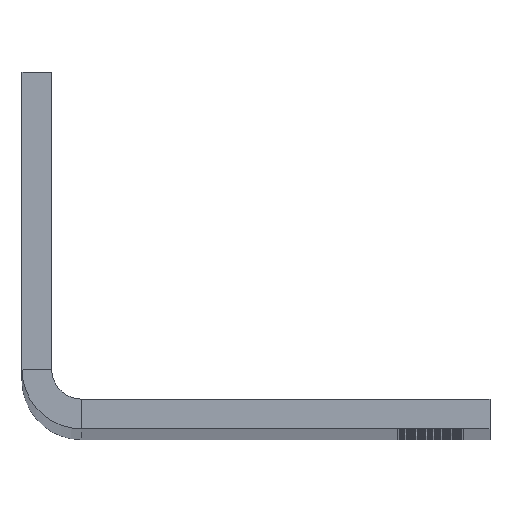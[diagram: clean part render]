
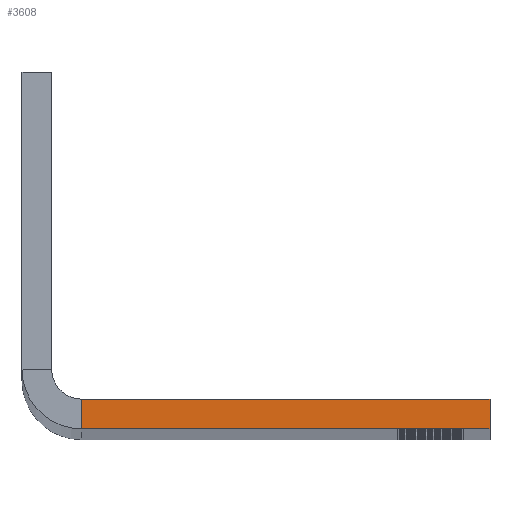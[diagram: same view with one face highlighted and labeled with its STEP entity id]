
A CAD part, top view. The second image highlights one B-rep face of the part: STEP entity #3608.
In plain terms, the highlighted planar face has unit normal (0, 0, 1).
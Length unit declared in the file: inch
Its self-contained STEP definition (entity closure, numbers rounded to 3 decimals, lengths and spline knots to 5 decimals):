
#59 = VECTOR ( 'NONE', #621, 39.37008 ) ;
#192 = ORIENTED_EDGE ( 'NONE', *, *, #1799, .F. ) ;
#313 = VERTEX_POINT ( 'NONE', #2339 ) ;
#332 = PLANE ( 'NONE',  #3084 ) ;
#614 = ORIENTED_EDGE ( 'NONE', *, *, #1922, .F. ) ;
#621 = DIRECTION ( 'NONE',  ( 0., -1., 0. ) ) ;
#696 = CARTESIAN_POINT ( 'NONE',  ( 1.844, 0., 0. ) ) ;
#756 = LINE ( 'NONE', #2903, #788 ) ;
#788 = VECTOR ( 'NONE', #2008, 39.37008 ) ;
#1004 = DIRECTION ( 'NONE',  ( 1., 0., 0. ) ) ;
#1051 = LINE ( 'NONE', #1075, #2696 ) ;
#1075 = CARTESIAN_POINT ( 'NONE',  ( 0.9845, -0.125, 0. ) ) ;
#1177 = EDGE_CURVE ( 'NONE', #2269, #2539, #756, .T. ) ;
#1182 = VECTOR ( 'NONE', #1004, 39.37008 ) ;
#1187 = ORIENTED_EDGE ( 'NONE', *, *, #2783, .F. ) ;
#1269 = CARTESIAN_POINT ( 'NONE',  ( 0.125, -0.125, 0. ) ) ;
#1277 = DIRECTION ( 'NONE',  ( 0., 0., -1. ) ) ;
#1589 = CARTESIAN_POINT ( 'NONE',  ( 0.9845, -0.0625, 0. ) ) ;
#1799 = EDGE_CURVE ( 'NONE', #2935, #313, #3736, .T. ) ;
#1879 = ORIENTED_EDGE ( 'NONE', *, *, #1177, .F. ) ;
#1922 = EDGE_CURVE ( 'NONE', #2539, #2935, #2649, .T. ) ;
#2008 = DIRECTION ( 'NONE',  ( 0., 1., 0. ) ) ;
#2269 = VERTEX_POINT ( 'NONE', #1269 ) ;
#2339 = CARTESIAN_POINT ( 'NONE',  ( 1.844, -0.125, 0. ) ) ;
#2390 = CARTESIAN_POINT ( 'NONE',  ( 0.125, 0., 0. ) ) ;
#2490 = DIRECTION ( 'NONE',  ( -1., 0., 0. ) ) ;
#2539 = VERTEX_POINT ( 'NONE', #2390 ) ;
#2649 = LINE ( 'NONE', #696, #1182 ) ;
#2696 = VECTOR ( 'NONE', #3540, 39.37008 ) ;
#2783 = EDGE_CURVE ( 'NONE', #313, #2269, #1051, .T. ) ;
#2903 = CARTESIAN_POINT ( 'NONE',  ( 0.125, -0.0625, 0. ) ) ;
#2935 = VERTEX_POINT ( 'NONE', #3637 ) ;
#3084 = AXIS2_PLACEMENT_3D ( 'NONE', #1589, #1277, #2490 ) ;
#3128 = FACE_OUTER_BOUND ( 'NONE', #3979, .T. ) ;
#3540 = DIRECTION ( 'NONE',  ( -1., 0., 0. ) ) ;
#3608 = ADVANCED_FACE ( 'NONE', ( #3128 ), #332, .F. ) ;
#3637 = CARTESIAN_POINT ( 'NONE',  ( 1.844, 0., 0. ) ) ;
#3736 = LINE ( 'NONE', #3751, #59 ) ;
#3751 = CARTESIAN_POINT ( 'NONE',  ( 1.844, -0.0625, 0. ) ) ;
#3979 = EDGE_LOOP ( 'NONE', ( #1187, #192, #614, #1879 ) ) ;
